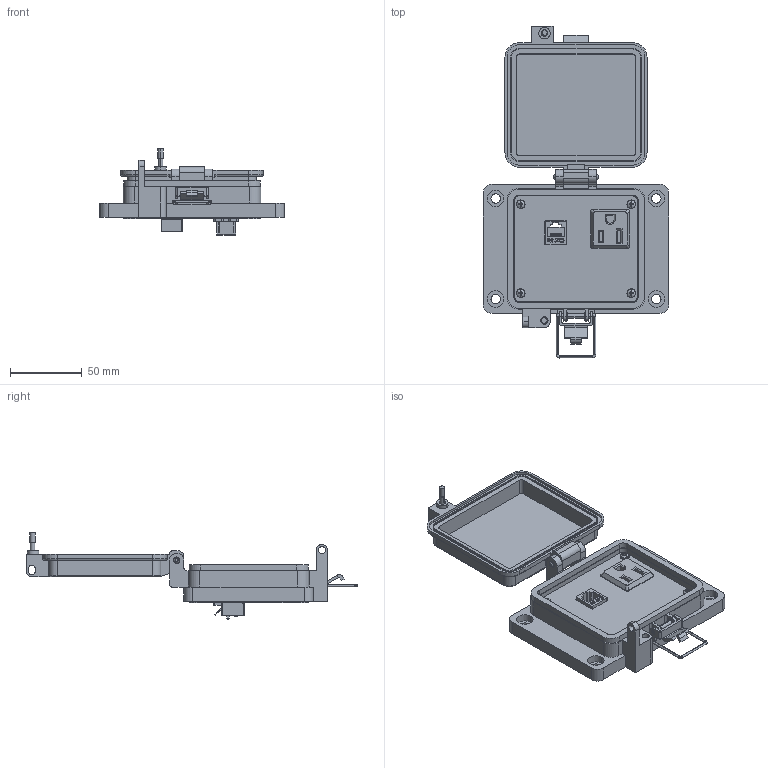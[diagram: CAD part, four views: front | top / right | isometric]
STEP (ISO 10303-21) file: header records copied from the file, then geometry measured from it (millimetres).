
FILE_DESCRIPTION (( 'STEP AP203' ), '1' );
FILE_NAME ('P-R2-K2R0_3D.STEP', '2021-03-15T13:30:39', ( '' ), ( '' ), 'SwSTEP 2.0', 'SolidWorks 2019', '' );
FILE_SCHEMA (( 'CONFIG_CONTROL_DESIGN' ));
Length unit declared in the file: millimetre
Products named in the file (12): R; Z-200-OTLT-R0SQ; P-R2-K2R0_BP180_1; Z-000-4243316TFP; Z-300-RJ45CAT5; P-R2-K2R0_TP060_1; P-R2-K2R0_FP060_1; Z-H-K2_B; -K2; R2; P-R2-K2R0_3D; 92005A124_METRIC PAN HEAD PHILLIPS MACHINE SCREW_92005A124
Assembly tree (16 placements, depth 3):
  P-R2-K2R0_3D
    P-R2-K2R0_BP180_1
    P-R2-K2R0_TP060_1
    Z-000-4243316TFP  x3
    P-R2-K2R0_FP060_1
    R2
      Z-300-RJ45CAT5
    R
      Z-200-OTLT-R0SQ
    -K2
      Z-H-K2_B
    92005A124_METRIC PAN HEAD PHILLIPS MACHINE SCREW_92005A124  x4
Bounding box: 129 x 231.28 x 60.23 mm (x, y, z)
Volume: 173195.1 mm3; surface area: 110303.8 mm2
Topology: 22 solids, 22 shells, 2001 faces, 5606 edges, 3708 vertices
Faces by surface type: cylinder 915, plane 758, bspline 216, cone 72, torus 32, sphere 8
Entity records: 51893 total; most frequent: CARTESIAN_POINT 17726, ORIENTED_EDGE 7388, DIRECTION 6039, EDGE_CURVE 3694, VERTEX_POINT 2441, LINE 2255, VECTOR 2255, AXIS2_PLACEMENT_3D 1892
